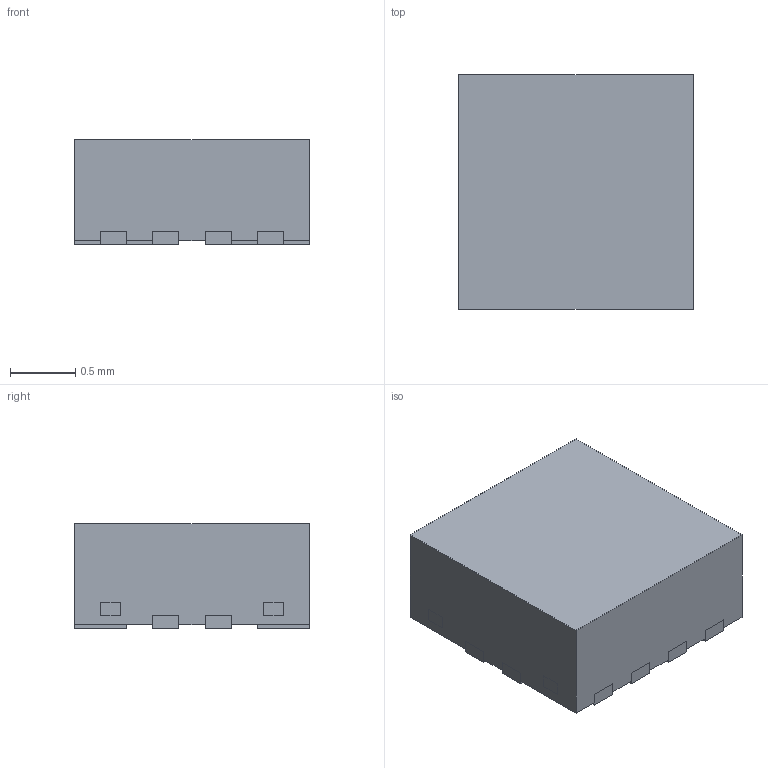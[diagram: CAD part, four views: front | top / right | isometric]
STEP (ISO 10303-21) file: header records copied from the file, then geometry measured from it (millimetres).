
FILE_DESCRIPTION((''),'2;1');
FILE_NAME('RMG0012A_ASM','2021-05-19T07:23:03',('a0412086'),(''),'CREO PARAMETRIC BY PTC INC, 2018500','CREO PARAMETRIC BY PTC INC, 2018500','');
FILE_SCHEMA(('CONFIG_CONTROL_DESIGN','SHAPE_APPEARANCE_LAYERS_GROUPS'));
Length unit declared in the file: millimetre
Products named in the file (4): FRAME; BODY; PIN1_AREA; RMG0012A_ASM
Assembly tree (3 placements, depth 2):
  RMG0012A_ASM
    FRAME
    BODY
    PIN1_AREA
Bounding box: 1.8 x 1.8 x 0.8 mm (x, y, z)
Volume: 2.5 mm3; surface area: 20.7 mm2
Topology: 13 solids, 13 shells, 236 faces, 642 edges, 428 vertices
Faces by surface type: plane 204, cylinder 32
Entity records: 9627 total; most frequent: CARTESIAN_POINT 1313, ORIENTED_EDGE 1284, DIRECTION 1192, PRESENTATION_STYLE_ASSIGNMENT 672, STYLED_ITEM 656, CURVE_STYLE 642, EDGE_CURVE 642, VECTOR 578
